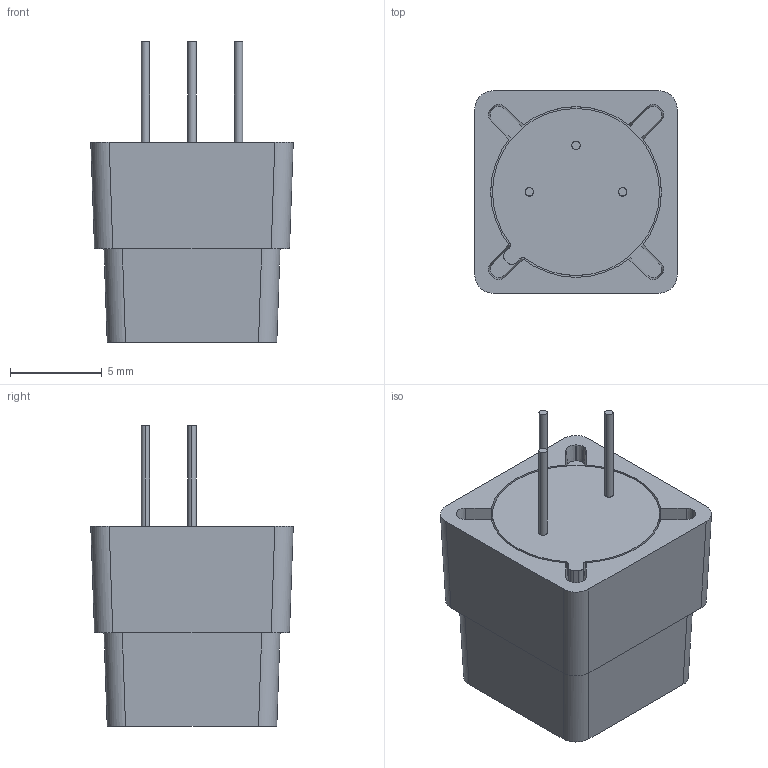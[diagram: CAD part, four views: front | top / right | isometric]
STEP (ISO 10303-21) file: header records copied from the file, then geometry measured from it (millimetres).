
FILE_DESCRIPTION (( 'STEP AP203' ), '1' );
FILE_NAME ('(Temp)EKM_Flat square type.STEP', '2020-02-06T01:33:03', ( '' ), ( '' ), 'SwSTEP 2.0', 'SolidWorks 2018', '' );
FILE_SCHEMA (( 'CONFIG_CONTROL_DESIGN' ));
Length unit declared in the file: millimetre
Products named in the file (3): stem_蹬怮椔; (Temp)PaPIRs Flat square type lens_蹬怮椔; (Temp)EKM_Flat square type
Assembly tree (2 placements, depth 2):
  (Temp)EKM_Flat square type
    (Temp)PaPIRs Flat square type lens_蹬怮椔
    stem_蹬怮椔
Bounding box: 11.03 x 11.03 x 16.4 mm (x, y, z)
Volume: 1113.2 mm3; surface area: 875.7 mm2
Topology: 5 solids, 5 shells, 73 faces, 183 edges, 122 vertices
Faces by surface type: plane 35, cylinder 28, cone 10
Entity records: 2496 total; most frequent: CARTESIAN_POINT 455, DIRECTION 375, ORIENTED_EDGE 366, EDGE_CURVE 183, AXIS2_PLACEMENT_3D 138, VERTEX_POINT 122, VECTOR 99, LINE 99
